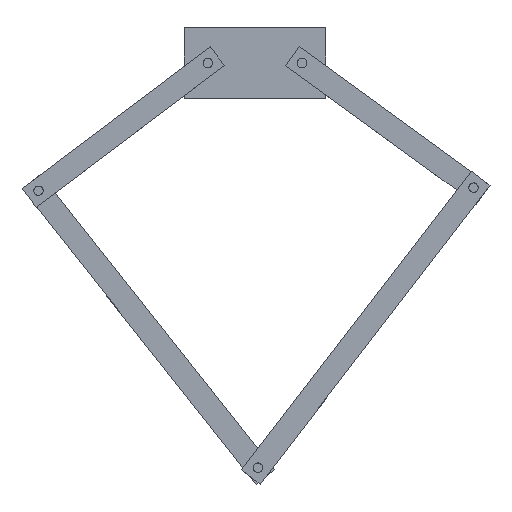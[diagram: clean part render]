
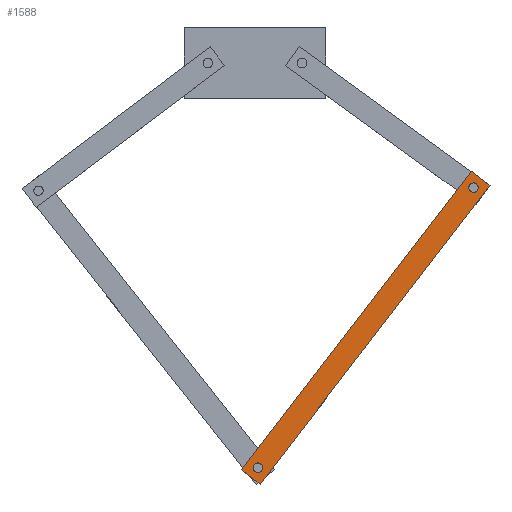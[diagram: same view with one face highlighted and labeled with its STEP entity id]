
A CAD part, top view. The second image highlights one B-rep face of the part: STEP entity #1588.
In plain terms, the highlighted planar face has unit normal (0, 0, 1).
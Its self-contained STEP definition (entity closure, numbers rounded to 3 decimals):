
#35 = ORIENTED_EDGE ( 'NONE', *, *, #645, .F. ) ;
#82 = EDGE_LOOP ( 'NONE', ( #35, #1405 ) ) ;
#96 = CARTESIAN_POINT ( 'NONE',  ( 25., -25., 30. ) ) ;
#118 = LINE ( 'NONE', #1042, #709 ) ;
#120 = ORIENTED_EDGE ( 'NONE', *, *, #323, .F. ) ;
#123 = CARTESIAN_POINT ( 'NONE',  ( 25., -775., 30. ) ) ;
#126 = CIRCLE ( 'NONE', #772, 10. ) ;
#129 = CIRCLE ( 'NONE', #596, 10. ) ;
#161 = DIRECTION ( 'NONE',  ( 1., 0., 0. ) ) ;
#162 = LINE ( 'NONE', #1595, #259 ) ;
#172 = CIRCLE ( 'NONE', #204, 10. ) ;
#204 = AXIS2_PLACEMENT_3D ( 'NONE', #96, #1698, #363 ) ;
#224 = FACE_OUTER_BOUND ( 'NONE', #692, .T. ) ;
#234 = DIRECTION ( 'NONE',  ( 0., 0., 1. ) ) ;
#259 = VECTOR ( 'NONE', #551, 1000. ) ;
#278 = VERTEX_POINT ( 'NONE', #697 ) ;
#284 = CARTESIAN_POINT ( 'NONE',  ( 35., -25., 30. ) ) ;
#323 = EDGE_CURVE ( 'NONE', #1041, #1000, #746, .T. ) ;
#363 = DIRECTION ( 'NONE',  ( 1., 0., 0. ) ) ;
#388 = EDGE_CURVE ( 'NONE', #1257, #1064, #912, .T. ) ;
#451 = VERTEX_POINT ( 'NONE', #924 ) ;
#522 = VERTEX_POINT ( 'NONE', #1584 ) ;
#551 = DIRECTION ( 'NONE',  ( -1., 0., 0. ) ) ;
#596 = AXIS2_PLACEMENT_3D ( 'NONE', #1840, #1505, #638 ) ;
#638 = DIRECTION ( 'NONE',  ( 1., 0., 0. ) ) ;
#645 = EDGE_CURVE ( 'NONE', #278, #451, #126, .T. ) ;
#668 = CARTESIAN_POINT ( 'NONE',  ( 0., 0., 30. ) ) ;
#692 = EDGE_LOOP ( 'NONE', ( #1296, #1308, #1500, #1617 ) ) ;
#697 = CARTESIAN_POINT ( 'NONE',  ( 35., -775., 30. ) ) ;
#708 = EDGE_CURVE ( 'NONE', #522, #1257, #118, .T. ) ;
#709 = VECTOR ( 'NONE', #1640, 1000. ) ;
#711 = DIRECTION ( 'NONE',  ( 0., 0., 1. ) ) ;
#746 = CIRCLE ( 'NONE', #1396, 10. ) ;
#772 = AXIS2_PLACEMENT_3D ( 'NONE', #123, #711, #161 ) ;
#780 = EDGE_CURVE ( 'NONE', #451, #278, #129, .T. ) ;
#801 = FACE_BOUND ( 'NONE', #82, .T. ) ;
#823 = CARTESIAN_POINT ( 'NONE',  ( 0., 0., 30. ) ) ;
#834 = LINE ( 'NONE', #823, #1872 ) ;
#883 = VERTEX_POINT ( 'NONE', #1239 ) ;
#912 = LINE ( 'NONE', #1530, #1090 ) ;
#924 = CARTESIAN_POINT ( 'NONE',  ( 15., -775., 30. ) ) ;
#934 = CARTESIAN_POINT ( 'NONE',  ( 25., -25., 30. ) ) ;
#954 = PLANE ( 'NONE',  #1780 ) ;
#1000 = VERTEX_POINT ( 'NONE', #1600 ) ;
#1041 = VERTEX_POINT ( 'NONE', #284 ) ;
#1042 = CARTESIAN_POINT ( 'NONE',  ( 0., -800., 30. ) ) ;
#1064 = VERTEX_POINT ( 'NONE', #1298 ) ;
#1087 = DIRECTION ( 'NONE',  ( 1., 0., 0. ) ) ;
#1090 = VECTOR ( 'NONE', #1213, 1000. ) ;
#1213 = DIRECTION ( 'NONE',  ( 0., 1., 0. ) ) ;
#1239 = CARTESIAN_POINT ( 'NONE',  ( 0., 0., 30. ) ) ;
#1257 = VERTEX_POINT ( 'NONE', #1354 ) ;
#1296 = ORIENTED_EDGE ( 'NONE', *, *, #1515, .T. ) ;
#1298 = CARTESIAN_POINT ( 'NONE',  ( 50., 0., 30. ) ) ;
#1308 = ORIENTED_EDGE ( 'NONE', *, *, #708, .T. ) ;
#1354 = CARTESIAN_POINT ( 'NONE',  ( 50., -800., 30. ) ) ;
#1396 = AXIS2_PLACEMENT_3D ( 'NONE', #934, #1518, #1087 ) ;
#1398 = DIRECTION ( 'NONE',  ( 0., -1., 0. ) ) ;
#1405 = ORIENTED_EDGE ( 'NONE', *, *, #780, .F. ) ;
#1406 = DIRECTION ( 'NONE',  ( 1., 0., 0. ) ) ;
#1500 = ORIENTED_EDGE ( 'NONE', *, *, #388, .T. ) ;
#1505 = DIRECTION ( 'NONE',  ( 0., 0., 1. ) ) ;
#1515 = EDGE_CURVE ( 'NONE', #883, #522, #834, .T. ) ;
#1518 = DIRECTION ( 'NONE',  ( 0., 0., 1. ) ) ;
#1530 = CARTESIAN_POINT ( 'NONE',  ( 50., 0., 30. ) ) ;
#1534 = EDGE_LOOP ( 'NONE', ( #120, #1547 ) ) ;
#1547 = ORIENTED_EDGE ( 'NONE', *, *, #1566, .F. ) ;
#1548 = FACE_BOUND ( 'NONE', #1534, .T. ) ;
#1566 = EDGE_CURVE ( 'NONE', #1000, #1041, #172, .T. ) ;
#1584 = CARTESIAN_POINT ( 'NONE',  ( 0., -800., 30. ) ) ;
#1588 = ADVANCED_FACE ( 'NONE', ( #1548, #801, #224 ), #954, .T. ) ;
#1595 = CARTESIAN_POINT ( 'NONE',  ( 0., 0., 30. ) ) ;
#1600 = CARTESIAN_POINT ( 'NONE',  ( 15., -25., 30. ) ) ;
#1617 = ORIENTED_EDGE ( 'NONE', *, *, #1863, .T. ) ;
#1640 = DIRECTION ( 'NONE',  ( 1., 0., 0. ) ) ;
#1698 = DIRECTION ( 'NONE',  ( 0., 0., 1. ) ) ;
#1780 = AXIS2_PLACEMENT_3D ( 'NONE', #668, #234, #1406 ) ;
#1840 = CARTESIAN_POINT ( 'NONE',  ( 25., -775., 30. ) ) ;
#1863 = EDGE_CURVE ( 'NONE', #1064, #883, #162, .T. ) ;
#1872 = VECTOR ( 'NONE', #1398, 1000. ) ;
